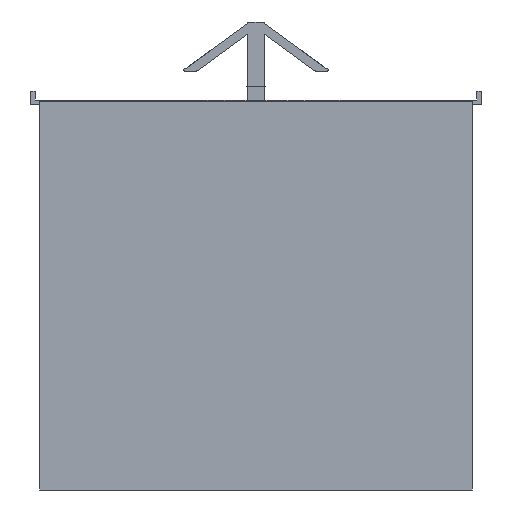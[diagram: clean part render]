
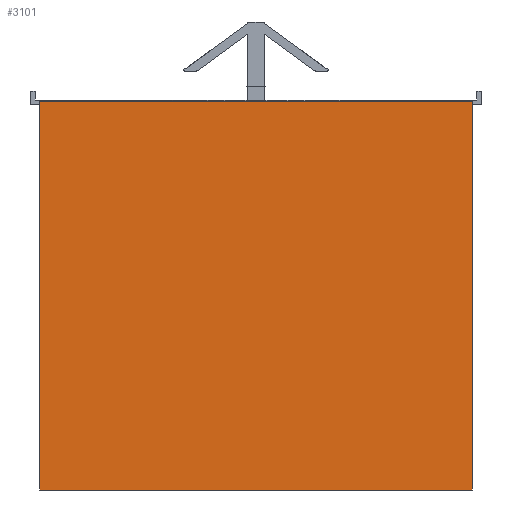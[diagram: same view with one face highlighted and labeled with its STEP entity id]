
A CAD part, front view. The second image highlights one B-rep face of the part: STEP entity #3101.
In plain terms, the highlighted planar face has unit normal (0, -1, 0).
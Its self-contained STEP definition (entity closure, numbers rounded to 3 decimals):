
#1047=ORIENTED_EDGE('',*,*,#1507,.F.);
#1048=ORIENTED_EDGE('',*,*,#1500,.F.);
#1049=ORIENTED_EDGE('',*,*,#1508,.T.);
#1050=ORIENTED_EDGE('',*,*,#1505,.T.);
#1500=EDGE_CURVE('',#1799,#1797,#2105,.T.);
#1505=EDGE_CURVE('',#1803,#1802,#2110,.T.);
#1507=EDGE_CURVE('',#1797,#1802,#2112,.T.);
#1508=EDGE_CURVE('',#1799,#1803,#2113,.T.);
#1797=VERTEX_POINT('',#5238);
#1799=VERTEX_POINT('',#5242);
#1802=VERTEX_POINT('',#5252);
#1803=VERTEX_POINT('',#5254);
#2105=LINE('',#5243,#2419);
#2110=LINE('',#5253,#2424);
#2112=LINE('',#5257,#2426);
#2113=LINE('',#5258,#2427);
#2419=VECTOR('',#4305,1000.);
#2424=VECTOR('',#4314,1000.);
#2426=VECTOR('',#4318,1000.);
#2427=VECTOR('',#4319,1000.);
#2629=EDGE_LOOP('',(#1047,#1048,#1049,#1050));
#2827=FACE_BOUND('',#2629,.T.);
#2933=PLANE('',#3442);
#3101=ADVANCED_FACE('',(#2827),#2933,.T.);
#3442=AXIS2_PLACEMENT_3D('',#5256,#4316,#4317);
#4305=DIRECTION('',(0.,0.,-1.));
#4314=DIRECTION('',(0.,0.,-1.));
#4316=DIRECTION('',(0.,-1.,0.));
#4317=DIRECTION('',(0.,0.,-1.));
#4318=DIRECTION('',(-1.,0.,0.));
#4319=DIRECTION('',(-1.,0.,0.));
#5238=CARTESIAN_POINT('',(146.5,-146.5,0.));
#5242=CARTESIAN_POINT('',(146.5,-146.5,263.));
#5243=CARTESIAN_POINT('',(146.5,-146.5,2.));
#5252=CARTESIAN_POINT('',(-146.5,-146.5,0.));
#5253=CARTESIAN_POINT('',(-146.5,-146.5,2.));
#5254=CARTESIAN_POINT('',(-146.5,-146.5,263.));
#5256=CARTESIAN_POINT('',(0.,-146.5,2.));
#5257=CARTESIAN_POINT('',(0.,-146.5,0.));
#5258=CARTESIAN_POINT('',(0.,-146.5,263.));
